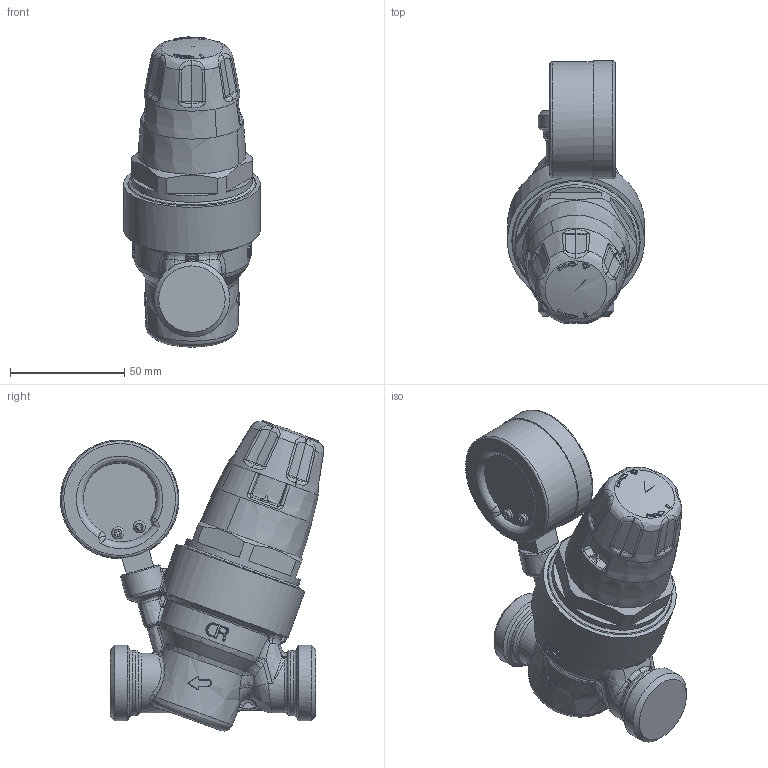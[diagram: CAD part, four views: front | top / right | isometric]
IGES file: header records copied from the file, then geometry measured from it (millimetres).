
Global section: file name: NA535851HA_Simplify_1; native system: Autodesk Inventor 2025; preprocessor: unknown; author: ischreiner; date: 20250819.102828; units: inch
Bounding box: 59.98 x 115.3 x 135.88 mm (x, y, z)
Volume: 313260 mm3; surface area: 41052.7 mm2
Topology: 2 solids, 2 shells, 812 faces, 2063 edges, 1255 vertices
Faces by surface type: bspline 812
